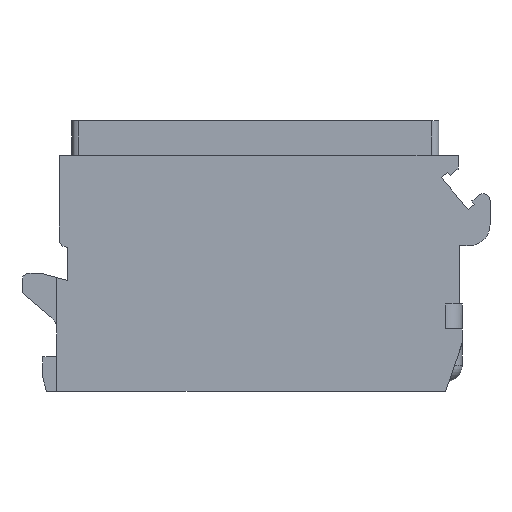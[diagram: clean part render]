
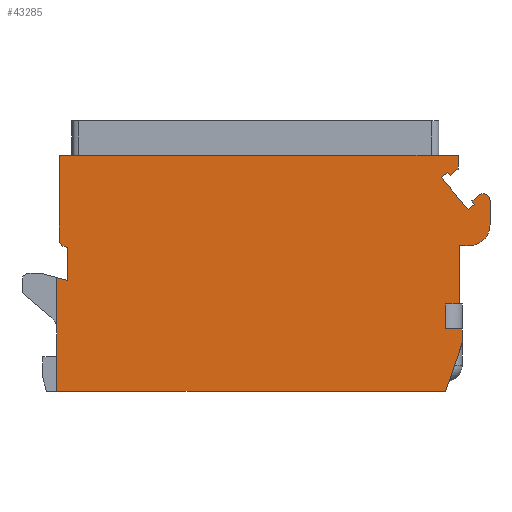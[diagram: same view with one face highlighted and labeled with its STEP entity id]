
A CAD part, front view. The second image highlights one B-rep face of the part: STEP entity #43285.
In plain terms, the highlighted planar face has unit normal (0, -1, 0).
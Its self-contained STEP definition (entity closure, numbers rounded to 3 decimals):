
#111=DIRECTION('',(0.,0.,-1.));
#112=VECTOR('',#111,8.205);
#113=CARTESIAN_POINT('',(-14.3,-7.,8.205));
#114=LINE('',#113,#112);
#295=CARTESIAN_POINT('',(16.4,-7.,13.74));
#296=DIRECTION('',(0.,-1.,0.));
#297=DIRECTION('',(1.,0.,0.));
#298=AXIS2_PLACEMENT_3D('',#295,#296,#297);
#420=DIRECTION('',(-0.966,0.,0.259));
#421=VECTOR('',#420,0.828);
#422=CARTESIAN_POINT('',(-13.5,-7.,7.991));
#423=LINE('',#422,#421);
#424=DIRECTION('',(0.,0.,-1.));
#425=VECTOR('',#424,2.409);
#426=CARTESIAN_POINT('',(-13.5,-7.,10.4));
#427=LINE('',#426,#425);
#428=DIRECTION('',(1.,0.,0.));
#429=VECTOR('',#428,0.1);
#430=CARTESIAN_POINT('',(-13.6,-7.,10.4));
#431=LINE('',#430,#429);
#432=CARTESIAN_POINT('',(-13.6,-7.,10.9));
#433=DIRECTION('',(0.,-1.,0.));
#434=DIRECTION('',(-1.,0.,0.));
#435=AXIS2_PLACEMENT_3D('',#432,#433,#434);
#437=DIRECTION('',(0.,0.,-1.));
#438=VECTOR('',#437,6.1);
#439=CARTESIAN_POINT('',(-14.1,-7.,17.));
#440=LINE('',#439,#438);
#441=DIRECTION('',(-1.,0.,0.));
#442=VECTOR('',#441,28.7);
#443=CARTESIAN_POINT('',(14.6,-7.,17.));
#444=LINE('',#443,#442);
#445=DIRECTION('',(0.,0.,-1.));
#446=VECTOR('',#445,0.985);
#447=CARTESIAN_POINT('',(14.6,-7.,17.));
#448=LINE('',#447,#446);
#449=DIRECTION('',(-0.766,0.,-0.643));
#450=VECTOR('',#449,0.715);
#451=CARTESIAN_POINT('',(14.6,-7.,16.015));
#452=LINE('',#451,#450);
#453=DIRECTION('',(-0.643,0.,0.766));
#454=VECTOR('',#453,0.3);
#455=CARTESIAN_POINT('',(14.052,-7.,15.556));
#456=LINE('',#455,#454);
#457=DIRECTION('',(-0.766,0.,-0.643));
#458=VECTOR('',#457,0.6);
#459=CARTESIAN_POINT('',(13.86,-7.,15.786));
#460=LINE('',#459,#458);
#461=DIRECTION('',(0.643,0.,-0.766));
#462=VECTOR('',#461,3.);
#463=CARTESIAN_POINT('',(13.4,-7.,15.4));
#464=LINE('',#463,#462);
#465=DIRECTION('',(0.766,0.,0.643));
#466=VECTOR('',#465,0.6);
#467=CARTESIAN_POINT('',(15.328,-7.,13.102));
#468=LINE('',#467,#466);
#469=DIRECTION('',(-0.643,0.,0.766));
#470=VECTOR('',#469,0.3);
#471=CARTESIAN_POINT('',(15.788,-7.,13.488));
#472=LINE('',#471,#470);
#473=DIRECTION('',(0.766,0.,0.643));
#474=VECTOR('',#473,0.631);
#475=CARTESIAN_POINT('',(15.595,-7.,13.717));
#476=LINE('',#475,#474);
#477=DIRECTION('',(0.,0.,1.));
#478=VECTOR('',#477,1.74);
#479=CARTESIAN_POINT('',(16.9,-7.,12.));
#480=LINE('',#479,#478);
#481=CARTESIAN_POINT('',(15.4,-7.,12.));
#482=DIRECTION('',(0.,-1.,0.));
#483=DIRECTION('',(0.,0.,-1.));
#484=AXIS2_PLACEMENT_3D('',#481,#482,#483);
#486=DIRECTION('',(1.,0.,0.));
#487=VECTOR('',#486,0.7);
#488=CARTESIAN_POINT('',(14.7,-7.,10.5));
#489=LINE('',#488,#487);
#490=DIRECTION('',(0.,0.,1.));
#491=VECTOR('',#490,4.2);
#492=CARTESIAN_POINT('',(14.7,-7.,6.3));
#493=LINE('',#492,#491);
#494=DIRECTION('',(1.,0.,0.));
#495=VECTOR('',#494,1.);
#496=CARTESIAN_POINT('',(13.7,-7.,6.3));
#497=LINE('',#496,#495);
#498=DIRECTION('',(0.,0.,1.));
#499=VECTOR('',#498,1.8);
#500=CARTESIAN_POINT('',(13.7,-7.,4.5));
#501=LINE('',#500,#499);
#502=DIRECTION('',(-1.,0.,0.));
#503=VECTOR('',#502,1.2);
#504=CARTESIAN_POINT('',(14.9,-7.,4.5));
#505=LINE('',#504,#503);
#506=DIRECTION('',(0.,0.,1.));
#507=VECTOR('',#506,1.);
#508=CARTESIAN_POINT('',(14.9,-7.,3.5));
#509=LINE('',#508,#507);
#510=DIRECTION('',(0.324,0.,0.946));
#511=VECTOR('',#510,3.7);
#512=CARTESIAN_POINT('',(13.7,-7.,0.));
#513=LINE('',#512,#511);
#514=DIRECTION('',(1.,0.,0.));
#515=VECTOR('',#514,28.);
#516=CARTESIAN_POINT('',(-14.3,-7.,0.));
#517=LINE('',#516,#515);
#33538=CARTESIAN_POINT('',(13.7,-7.,0.));
#33539=CARTESIAN_POINT('',(14.9,-7.,3.5));
#33540=VERTEX_POINT('',#33538);
#33541=VERTEX_POINT('',#33539);
#33542=CARTESIAN_POINT('',(14.9,-7.,4.5));
#33543=VERTEX_POINT('',#33542);
#33544=CARTESIAN_POINT('',(13.7,-7.,4.5));
#33545=VERTEX_POINT('',#33544);
#33546=CARTESIAN_POINT('',(13.7,-7.,6.3));
#33547=VERTEX_POINT('',#33546);
#33548=CARTESIAN_POINT('',(14.7,-7.,6.3));
#33549=VERTEX_POINT('',#33548);
#33550=CARTESIAN_POINT('',(14.7,-7.,10.5));
#33551=VERTEX_POINT('',#33550);
#33552=CARTESIAN_POINT('',(15.4,-7.,10.5));
#33553=VERTEX_POINT('',#33552);
#33556=CARTESIAN_POINT('',(16.9,-7.,12.));
#33557=VERTEX_POINT('',#33556);
#33568=CARTESIAN_POINT('',(-14.1,-7.,17.));
#33569=CARTESIAN_POINT('',(-14.1,-7.,10.9));
#33570=VERTEX_POINT('',#33568);
#33571=VERTEX_POINT('',#33569);
#33572=CARTESIAN_POINT('',(-13.6,-7.,10.4));
#33573=VERTEX_POINT('',#33572);
#33574=CARTESIAN_POINT('',(-13.5,-7.,10.4));
#33575=VERTEX_POINT('',#33574);
#33576=CARTESIAN_POINT('',(-13.5,-7.,7.991));
#33577=VERTEX_POINT('',#33576);
#33594=CARTESIAN_POINT('',(14.6,-7.,17.));
#33595=CARTESIAN_POINT('',(14.6,-7.,16.015));
#33596=VERTEX_POINT('',#33594);
#33597=VERTEX_POINT('',#33595);
#33598=CARTESIAN_POINT('',(14.052,-7.,15.556));
#33599=VERTEX_POINT('',#33598);
#33600=CARTESIAN_POINT('',(13.86,-7.,15.786));
#33601=VERTEX_POINT('',#33600);
#33602=CARTESIAN_POINT('',(13.4,-7.,15.4));
#33603=VERTEX_POINT('',#33602);
#33604=CARTESIAN_POINT('',(15.328,-7.,13.102));
#33605=VERTEX_POINT('',#33604);
#33606=CARTESIAN_POINT('',(15.788,-7.,13.488));
#33607=VERTEX_POINT('',#33606);
#33608=CARTESIAN_POINT('',(15.595,-7.,13.717));
#33609=VERTEX_POINT('',#33608);
#33611=CARTESIAN_POINT('',(16.9,-7.,13.74));
#33613=VERTEX_POINT('',#33611);
#33614=CARTESIAN_POINT('',(16.079,-7.,14.123));
#33615=VERTEX_POINT('',#33614);
#33618=CARTESIAN_POINT('',(-14.3,-7.,0.));
#33620=VERTEX_POINT('',#33618);
#33630=CARTESIAN_POINT('',(-14.3,-7.,8.205));
#33632=VERTEX_POINT('',#33630);
#43250=CARTESIAN_POINT('',(0.,-7.,0.));
#43251=DIRECTION('',(0.,-1.,0.));
#43252=DIRECTION('',(1.,0.,0.));
#43253=AXIS2_PLACEMENT_3D('',#43250,#43251,#43252);
#43254=PLANE('',#43253);
#43255=ORIENTED_EDGE('',*,*,#42725,.F.);
#43256=ORIENTED_EDGE('',*,*,#42756,.F.);
#43257=ORIENTED_EDGE('',*,*,#42873,.F.);
#43258=ORIENTED_EDGE('',*,*,#42887,.F.);
#43259=ORIENTED_EDGE('',*,*,#42901,.F.);
#43260=ORIENTED_EDGE('',*,*,#42915,.F.);
#43261=ORIENTED_EDGE('',*,*,#42928,.F.);
#43262=ORIENTED_EDGE('',*,*,#42961,.T.);
#43263=ORIENTED_EDGE('',*,*,#42975,.T.);
#43264=ORIENTED_EDGE('',*,*,#42989,.T.);
#43265=ORIENTED_EDGE('',*,*,#43003,.T.);
#43266=ORIENTED_EDGE('',*,*,#43017,.T.);
#43267=ORIENTED_EDGE('',*,*,#43031,.T.);
#43268=ORIENTED_EDGE('',*,*,#43045,.T.);
#43269=ORIENTED_EDGE('',*,*,#43058,.T.);
#43270=ORIENTED_EDGE('',*,*,#43072,.F.);
#43271=ORIENTED_EDGE('',*,*,#43088,.F.);
#43272=ORIENTED_EDGE('',*,*,#43101,.F.);
#43273=ORIENTED_EDGE('',*,*,#43115,.F.);
#43274=ORIENTED_EDGE('',*,*,#43132,.F.);
#43276=ORIENTED_EDGE('',*,*,#43275,.F.);
#43278=ORIENTED_EDGE('',*,*,#43277,.F.);
#43279=ORIENTED_EDGE('',*,*,#43182,.F.);
#43280=ORIENTED_EDGE('',*,*,#43198,.F.);
#43281=ORIENTED_EDGE('',*,*,#43217,.F.);
#43282=ORIENTED_EDGE('',*,*,#43236,.F.);
#43283=EDGE_LOOP('',(#43255,#43256,#43257,#43258,#43259,#43260,#43261,#43262,
#43263,#43264,#43265,#43266,#43267,#43268,#43269,#43270,#43271,#43272,#43273,
#43274,#43276,#43278,#43279,#43280,#43281,#43282));
#43284=FACE_OUTER_BOUND('',#43283,.F.);
#43285=ADVANCED_FACE('',(#43284),#43254,.T.);
#299=CIRCLE('',#298,0.5);
#436=CIRCLE('',#435,0.5);
#485=CIRCLE('',#484,1.5);
#42725=EDGE_CURVE('',#33632,#33620,#114,.T.);
#42756=EDGE_CURVE('',#33577,#33632,#423,.T.);
#42873=EDGE_CURVE('',#33575,#33577,#427,.T.);
#42887=EDGE_CURVE('',#33573,#33575,#431,.T.);
#42901=EDGE_CURVE('',#33571,#33573,#436,.T.);
#42915=EDGE_CURVE('',#33570,#33571,#440,.T.);
#42928=EDGE_CURVE('',#33596,#33570,#444,.T.);
#42961=EDGE_CURVE('',#33596,#33597,#448,.T.);
#42975=EDGE_CURVE('',#33597,#33599,#452,.T.);
#42989=EDGE_CURVE('',#33599,#33601,#456,.T.);
#43003=EDGE_CURVE('',#33601,#33603,#460,.T.);
#43017=EDGE_CURVE('',#33603,#33605,#464,.T.);
#43031=EDGE_CURVE('',#33605,#33607,#468,.T.);
#43045=EDGE_CURVE('',#33607,#33609,#472,.T.);
#43058=EDGE_CURVE('',#33609,#33615,#476,.T.);
#43072=EDGE_CURVE('',#33613,#33615,#299,.T.);
#43088=EDGE_CURVE('',#33557,#33613,#480,.T.);
#43101=EDGE_CURVE('',#33553,#33557,#485,.T.);
#43115=EDGE_CURVE('',#33551,#33553,#489,.T.);
#43132=EDGE_CURVE('',#33549,#33551,#493,.T.);
#43182=EDGE_CURVE('',#33543,#33545,#505,.T.);
#43198=EDGE_CURVE('',#33541,#33543,#509,.T.);
#43217=EDGE_CURVE('',#33540,#33541,#513,.T.);
#43236=EDGE_CURVE('',#33620,#33540,#517,.T.);
#43275=EDGE_CURVE('',#33547,#33549,#497,.T.);
#43277=EDGE_CURVE('',#33545,#33547,#501,.T.);
